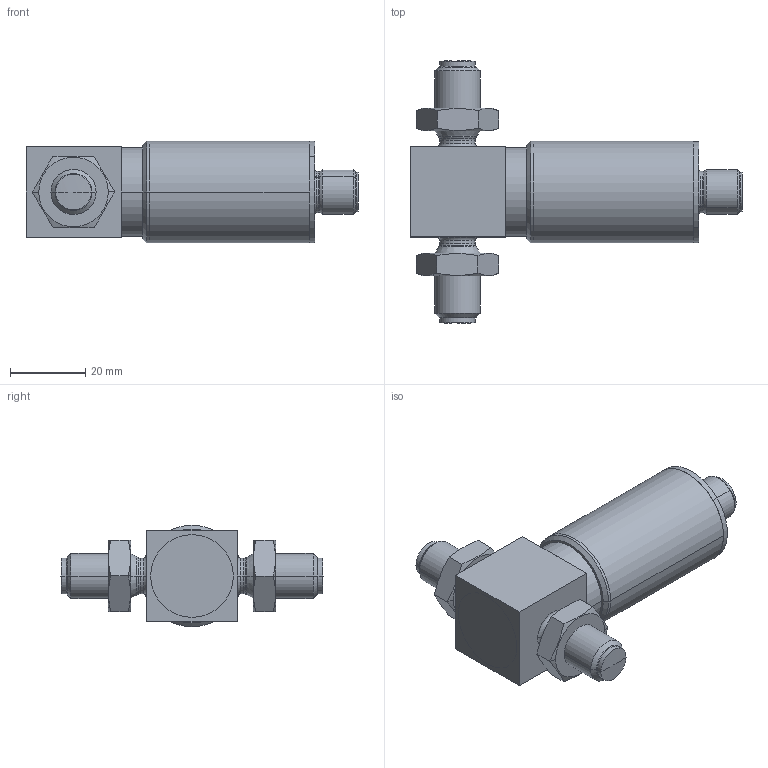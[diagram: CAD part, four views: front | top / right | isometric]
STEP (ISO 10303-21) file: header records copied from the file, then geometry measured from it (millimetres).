
FILE_DESCRIPTION((''),'2;1');
FILE_NAME('14637990______________06681797_ASM','2023-08-07T11:34:37',('GemeinT'),(''),'CREO PARAMETRIC BY PTC INC, 2022414','CREO PARAMETRIC BY PTC INC, 2022414','');
FILE_SCHEMA(('AP242_MANAGED_MODEL_BASED_3D_ENGINEERING_MIM_LF { 1 0 10303 442 1 1 4 }'));
Length unit declared in the file: millimetre
Products named in the file (14): 14523928______________06136499; 5118_004_032___________1039201; 2465074________________652530; 5866_001_033___________1393200; A5443X007005__________05607812; ART23203_KOERP_5PLG___04597543; ART55765_ORING_8X1_25_04597544; ART23204_PIN_LOET_NEU_05276559; STK_EINS_5LOET_NEU____05276558_ASM; A6065X001058__________05276565_ASM; A6445X004188__________05607811_ASM; 14571967______________06355450_ASM; 7121_031_007___________1384706; 14637990______________06681797_ASM
Assembly tree (18 placements, depth 6):
  14637990______________06681797_ASM
    14523928______________06136499
    5118_004_032___________1039201
    2465074________________652530
    5866_001_033___________1393200
    14571967______________06355450_ASM
      A6445X004188__________05607811_ASM
        A5443X007005__________05607812
        A6065X001058__________05276565_ASM
          STK_EINS_5LOET_NEU____05276558_ASM
            ART23203_KOERP_5PLG___04597543
            ART55765_ORING_8X1_25_04597544
            ART23204_PIN_LOET_NEU_05276559  x5
    7121_031_007___________1384706  x2
Bounding box: 88.4 x 70 x 27 mm (x, y, z)
Volume: 29616 mm3; surface area: 25136 mm2
Topology: 14 solids, 19 shells, 651 faces, 1564 edges, 976 vertices
Faces by surface type: plane 288, cylinder 211, cone 99, torus 39, sphere 14
Entity records: 19614 total; most frequent: CARTESIAN_POINT 2979, DIRECTION 2752, ORIENTED_EDGE 2512, EDGE_CURVE 1264, PRESENTATION_STYLE_ASSIGNMENT 1125, STYLED_ITEM 1125, CURVE_STYLE 1118, AXIS2_PLACEMENT_3D 988
